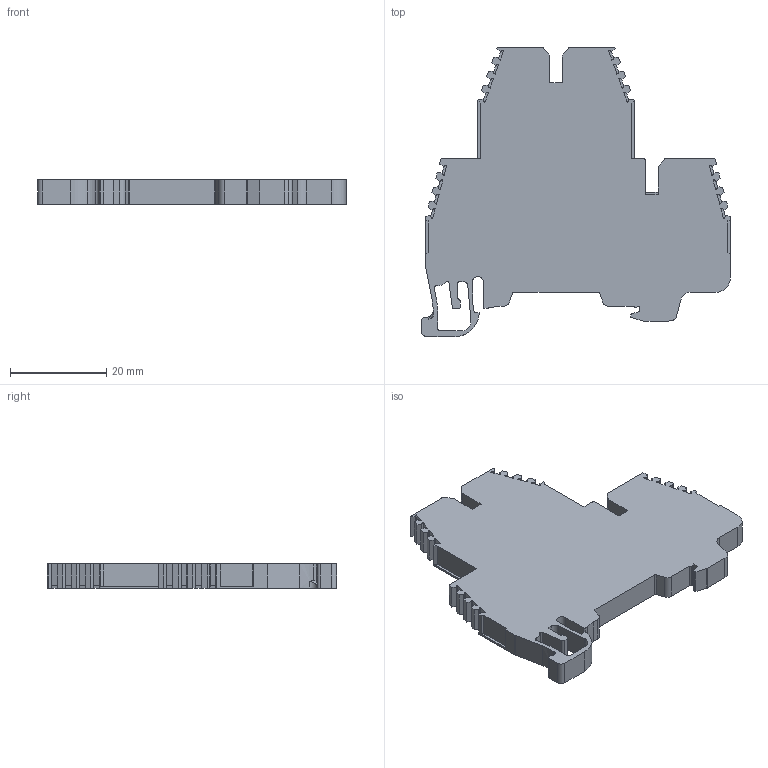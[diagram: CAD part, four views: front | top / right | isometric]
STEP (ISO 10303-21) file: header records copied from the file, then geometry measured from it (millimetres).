
FILE_DESCRIPTION (( 'STEP AP214' ), '1' );
FILE_NAME ('325249_PIK 2,5RD.STEP', '2018-10-04T10:44:04', ( '' ), ( '' ), 'SwSTEP 2.0', 'SolidWorks 2018', '' );
FILE_SCHEMA (( 'AUTOMOTIVE_DESIGN' ));
Length unit declared in the file: millimetre
Products named in the file (1): 325249_PIK 2,5RD
Bounding box: 64.03 x 60 x 5 mm (x, y, z)
Volume: 12109.4 mm3; surface area: 6887.1 mm2
Topology: 1 solids, 1 shells, 323 faces, 920 edges, 603 vertices
Faces by surface type: plane 227, cylinder 96
Entity records: 10564 total; most frequent: CARTESIAN_POINT 1942, ORIENTED_EDGE 1840, DIRECTION 1756, EDGE_CURVE 920, VECTOR 726, LINE 726, VERTEX_POINT 603, AXIS2_PLACEMENT_3D 515
